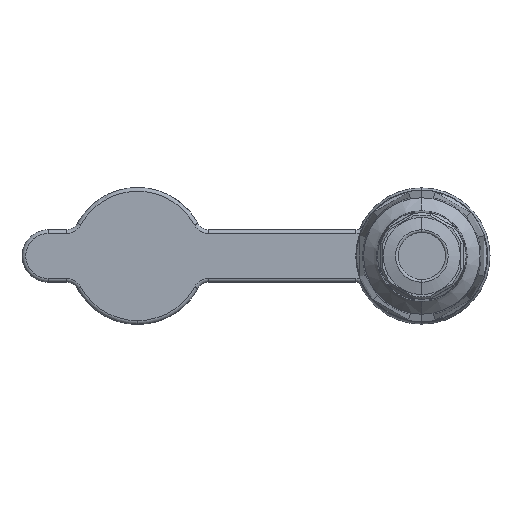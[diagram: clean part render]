
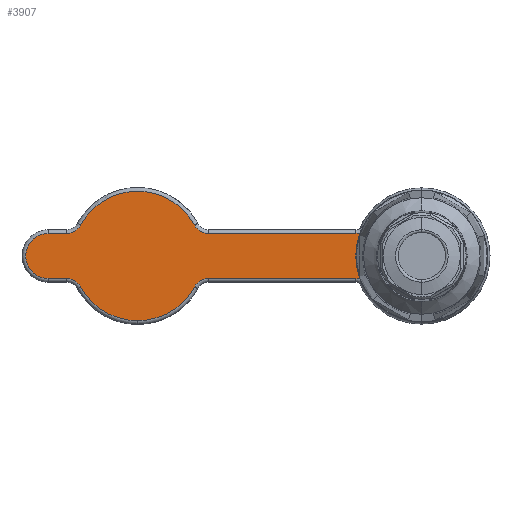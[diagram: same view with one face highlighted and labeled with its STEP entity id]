
A CAD part, left-side view. The second image highlights one B-rep face of the part: STEP entity #3907.
In plain terms, the highlighted face is planar.
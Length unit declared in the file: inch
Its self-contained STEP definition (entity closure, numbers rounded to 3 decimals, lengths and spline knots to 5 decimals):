
#4 = DIRECTION ( 'NONE',  ( 0., 0., 1. ) ) ;
#65 = EDGE_CURVE ( 'NONE', #3531, #297, #518, .T. ) ;
#78 = AXIS2_PLACEMENT_3D ( 'NONE', #1285, #4355, #1738 ) ;
#90 = EDGE_CURVE ( 'NONE', #4927, #2545, #4762, .T. ) ;
#116 = CARTESIAN_POINT ( 'NONE',  ( 6.87205, -0.07283, 0. ) ) ;
#153 = ORIENTED_EDGE ( 'NONE', *, *, #65, .T. ) ;
#213 = CARTESIAN_POINT ( 'NONE',  ( 0., -0.07283, 0.41339 ) ) ;
#215 = DIRECTION ( 'NONE',  ( 0., 0., 1. ) ) ;
#217 = DIRECTION ( 'NONE',  ( 0., 0., 1. ) ) ;
#252 = DIRECTION ( 'NONE',  ( 0., 0., 1. ) ) ;
#297 = VERTEX_POINT ( 'NONE', #2057 ) ;
#348 = CARTESIAN_POINT ( 'NONE',  ( 6.87205, -0.07283, 0.41339 ) ) ;
#379 = EDGE_CURVE ( 'NONE', #5262, #4927, #4546, .T. ) ;
#427 = ORIENTED_EDGE ( 'NONE', *, *, #451, .T. ) ;
#451 = EDGE_CURVE ( 'NONE', #4991, #3880, #2104, .T. ) ;
#498 = ORIENTED_EDGE ( 'NONE', *, *, #4830, .T. ) ;
#518 = CIRCLE ( 'NONE', #995, 0.30512 ) ;
#539 = DIRECTION ( 'NONE',  ( 0., 0., 1. ) ) ;
#545 = DIRECTION ( 'NONE',  ( 0., -1., 0. ) ) ;
#632 = CIRCLE ( 'NONE', #4071, 0.30512 ) ;
#745 = ORIENTED_EDGE ( 'NONE', *, *, #4959, .T. ) ;
#845 = CARTESIAN_POINT ( 'NONE',  ( 0., -0.07283, 0. ) ) ;
#871 = CARTESIAN_POINT ( 'NONE',  ( 6.54058, -0.07283, 0.41339 ) ) ;
#953 = EDGE_LOOP ( 'NONE', ( #498, #2541, #4631, #745, #3203, #5537, #4020, #153, #4574, #427, #4172, #1399, #3615, #2569, #4571 ) ) ;
#994 = EDGE_CURVE ( 'NONE', #4283, #2741, #3100, .T. ) ;
#995 = AXIS2_PLACEMENT_3D ( 'NONE', #5448, #2820, #215 ) ;
#1086 = CARTESIAN_POINT ( 'NONE',  ( 3.91611, -0.07283, 0.7185 ) ) ;
#1095 = CARTESIAN_POINT ( 'NONE',  ( 1.13504, -0.07283, 0.4267 ) ) ;
#1264 = FACE_OUTER_BOUND ( 'NONE', #953, .T. ) ;
#1276 = CARTESIAN_POINT ( 'NONE',  ( 3.91611, -0.07283, -0.41339 ) ) ;
#1278 = DIRECTION ( 'NONE',  ( 0., 0., 1. ) ) ;
#1285 = CARTESIAN_POINT ( 'NONE',  ( 0., -0.07283, 0. ) ) ;
#1366 = EDGE_CURVE ( 'NONE', #2545, #4645, #4954, .T. ) ;
#1399 = ORIENTED_EDGE ( 'NONE', *, *, #379, .T. ) ;
#1479 = EDGE_CURVE ( 'NONE', #4645, #3221, #4399, .T. ) ;
#1493 = DIRECTION ( 'NONE',  ( 0., -1., 0. ) ) ;
#1521 = AXIS2_PLACEMENT_3D ( 'NONE', #3164, #545, #3588 ) ;
#1525 = CARTESIAN_POINT ( 'NONE',  ( 6.87205, -0.07283, -0.41339 ) ) ;
#1531 = DIRECTION ( 'NONE',  ( 0., 0., 1. ) ) ;
#1585 = CIRCLE ( 'NONE', #5269, 1.19094 ) ;
#1596 = AXIS2_PLACEMENT_3D ( 'NONE', #4577, #1985, #5028 ) ;
#1738 = DIRECTION ( 'NONE',  ( 0., 0., 1. ) ) ;
#1811 = CIRCLE ( 'NONE', #4680, 0.22638 ) ;
#1836 = VERTEX_POINT ( 'NONE', #4610 ) ;
#1965 = DIRECTION ( 'NONE',  ( -1., 0., 0. ) ) ;
#1985 = DIRECTION ( 'NONE',  ( 0., -1., 0. ) ) ;
#2056 = VERTEX_POINT ( 'NONE', #4742 ) ;
#2057 = CARTESIAN_POINT ( 'NONE',  ( 6.54058, -0.07283, -0.41339 ) ) ;
#2085 = VERTEX_POINT ( 'NONE', #3054 ) ;
#2104 = CIRCLE ( 'NONE', #5003, 0.41339 ) ;
#2211 = LINE ( 'NONE', #2472, #3345 ) ;
#2300 = DIRECTION ( 'NONE',  ( -1., 0., 0. ) ) ;
#2359 = CARTESIAN_POINT ( 'NONE',  ( 6.27295, -0.07283, 0.57197 ) ) ;
#2384 = CARTESIAN_POINT ( 'NONE',  ( 3.91611, -0.07283, -0.7185 ) ) ;
#2472 = CARTESIAN_POINT ( 'NONE',  ( 6.87205, -0.07283, -0.41339 ) ) ;
#2475 = VERTEX_POINT ( 'NONE', #1276 ) ;
#2541 = ORIENTED_EDGE ( 'NONE', *, *, #994, .T. ) ;
#2545 = VERTEX_POINT ( 'NONE', #3081 ) ;
#2569 = ORIENTED_EDGE ( 'NONE', *, *, #1366, .T. ) ;
#2578 = VECTOR ( 'NONE', #2710, 39.37008 ) ;
#2581 = PLANE ( 'NONE',  #4635 ) ;
#2609 = DIRECTION ( 'NONE',  ( 0., 1., 0. ) ) ;
#2688 = EDGE_CURVE ( 'NONE', #2056, #3531, #1585, .T. ) ;
#2710 = DIRECTION ( 'NONE',  ( 1., 0., 0. ) ) ;
#2741 = VERTEX_POINT ( 'NONE', #1095 ) ;
#2791 = EDGE_CURVE ( 'NONE', #297, #4991, #2211, .T. ) ;
#2804 = DIRECTION ( 'NONE',  ( 0., 0., 1. ) ) ;
#2820 = DIRECTION ( 'NONE',  ( 0., 1., 0. ) ) ;
#2822 = DIRECTION ( 'NONE',  ( 0., 1., 0. ) ) ;
#2857 = DIRECTION ( 'NONE',  ( 0., 1., 0. ) ) ;
#2893 = CIRCLE ( 'NONE', #78, 1.2126 ) ;
#2945 = AXIS2_PLACEMENT_3D ( 'NONE', #5213, #2609, #4 ) ;
#3011 = EDGE_CURVE ( 'NONE', #3880, #5262, #5110, .T. ) ;
#3054 = CARTESIAN_POINT ( 'NONE',  ( 1.21154, -0.07283, -0.41339 ) ) ;
#3081 = CARTESIAN_POINT ( 'NONE',  ( 5.22835, -0.07283, 1.19094 ) ) ;
#3100 = CIRCLE ( 'NONE', #3779, 0.22638 ) ;
#3149 = DIRECTION ( 'NONE',  ( 0., -1., 0. ) ) ;
#3164 = CARTESIAN_POINT ( 'NONE',  ( 5.22835, -0.07283, 0. ) ) ;
#3203 = ORIENTED_EDGE ( 'NONE', *, *, #5362, .T. ) ;
#3221 = VERTEX_POINT ( 'NONE', #4713 ) ;
#3232 = VECTOR ( 'NONE', #2300, 39.37008 ) ;
#3345 = VECTOR ( 'NONE', #5075, 39.37008 ) ;
#3447 = VECTOR ( 'NONE', #1965, 39.37008 ) ;
#3531 = VERTEX_POINT ( 'NONE', #4529 ) ;
#3588 = DIRECTION ( 'NONE',  ( 0., 0., 1. ) ) ;
#3615 = ORIENTED_EDGE ( 'NONE', *, *, #90, .T. ) ;
#3704 = LINE ( 'NONE', #5321, #2578 ) ;
#3779 = AXIS2_PLACEMENT_3D ( 'NONE', #5480, #2857, #252 ) ;
#3880 = VERTEX_POINT ( 'NONE', #348 ) ;
#3887 = DIRECTION ( 'NONE',  ( 0., 1., 0. ) ) ;
#3907 = ADVANCED_FACE ( 'NONE', ( #1264 ), #2581, .F. ) ;
#4020 = ORIENTED_EDGE ( 'NONE', *, *, #2688, .T. ) ;
#4071 = AXIS2_PLACEMENT_3D ( 'NONE', #2384, #5427, #2804 ) ;
#4103 = CARTESIAN_POINT ( 'NONE',  ( 5.22835, -0.07283, 0. ) ) ;
#4132 = DIRECTION ( 'NONE',  ( 0., 1., 0. ) ) ;
#4172 = ORIENTED_EDGE ( 'NONE', *, *, #3011, .T. ) ;
#4283 = VERTEX_POINT ( 'NONE', #4287 ) ;
#4287 = CARTESIAN_POINT ( 'NONE',  ( 1.21154, -0.07283, 0.41339 ) ) ;
#4355 = DIRECTION ( 'NONE',  ( 0., 1., 0. ) ) ;
#4399 = CIRCLE ( 'NONE', #4747, 0.30512 ) ;
#4463 = CARTESIAN_POINT ( 'NONE',  ( 0., -0.07283, 0.41339 ) ) ;
#4529 = CARTESIAN_POINT ( 'NONE',  ( 6.27295, -0.07283, -0.57197 ) ) ;
#4546 = CIRCLE ( 'NONE', #2945, 0.30512 ) ;
#4558 = DIRECTION ( 'NONE',  ( 0., 0., 1. ) ) ;
#4571 = ORIENTED_EDGE ( 'NONE', *, *, #1479, .T. ) ;
#4574 = ORIENTED_EDGE ( 'NONE', *, *, #2791, .T. ) ;
#4577 = CARTESIAN_POINT ( 'NONE',  ( 5.22835, -0.07283, 0. ) ) ;
#4610 = CARTESIAN_POINT ( 'NONE',  ( 1.13504, -0.07283, -0.4267 ) ) ;
#4631 = ORIENTED_EDGE ( 'NONE', *, *, #5230, .T. ) ;
#4635 = AXIS2_PLACEMENT_3D ( 'NONE', #845, #3887, #1278 ) ;
#4645 = VERTEX_POINT ( 'NONE', #5038 ) ;
#4680 = AXIS2_PLACEMENT_3D ( 'NONE', #5452, #2822, #217 ) ;
#4713 = CARTESIAN_POINT ( 'NONE',  ( 3.91611, -0.07283, 0.41339 ) ) ;
#4742 = CARTESIAN_POINT ( 'NONE',  ( 4.18374, -0.07283, -0.57197 ) ) ;
#4747 = AXIS2_PLACEMENT_3D ( 'NONE', #1086, #4132, #1531 ) ;
#4762 = CIRCLE ( 'NONE', #1596, 1.19094 ) ;
#4830 = EDGE_CURVE ( 'NONE', #3221, #4283, #5575, .T. ) ;
#4923 = EDGE_CURVE ( 'NONE', #2475, #2056, #632, .T. ) ;
#4927 = VERTEX_POINT ( 'NONE', #2359 ) ;
#4954 = CIRCLE ( 'NONE', #1521, 1.19094 ) ;
#4959 = EDGE_CURVE ( 'NONE', #1836, #2085, #1811, .T. ) ;
#4991 = VERTEX_POINT ( 'NONE', #1525 ) ;
#5003 = AXIS2_PLACEMENT_3D ( 'NONE', #116, #3149, #539 ) ;
#5028 = DIRECTION ( 'NONE',  ( 0., 0., 1. ) ) ;
#5038 = CARTESIAN_POINT ( 'NONE',  ( 4.18374, -0.07283, 0.57197 ) ) ;
#5075 = DIRECTION ( 'NONE',  ( 1., 0., 0. ) ) ;
#5110 = LINE ( 'NONE', #213, #3447 ) ;
#5213 = CARTESIAN_POINT ( 'NONE',  ( 6.54058, -0.07283, 0.7185 ) ) ;
#5230 = EDGE_CURVE ( 'NONE', #2741, #1836, #2893, .T. ) ;
#5262 = VERTEX_POINT ( 'NONE', #871 ) ;
#5269 = AXIS2_PLACEMENT_3D ( 'NONE', #4103, #1493, #4558 ) ;
#5321 = CARTESIAN_POINT ( 'NONE',  ( 3.91611, -0.07283, -0.41339 ) ) ;
#5362 = EDGE_CURVE ( 'NONE', #2085, #2475, #3704, .T. ) ;
#5427 = DIRECTION ( 'NONE',  ( 0., 1., 0. ) ) ;
#5448 = CARTESIAN_POINT ( 'NONE',  ( 6.54058, -0.07283, -0.7185 ) ) ;
#5452 = CARTESIAN_POINT ( 'NONE',  ( 1.21154, -0.07283, -0.63976 ) ) ;
#5480 = CARTESIAN_POINT ( 'NONE',  ( 1.21154, -0.07283, 0.63976 ) ) ;
#5537 = ORIENTED_EDGE ( 'NONE', *, *, #4923, .T. ) ;
#5575 = LINE ( 'NONE', #4463, #3232 ) ;
